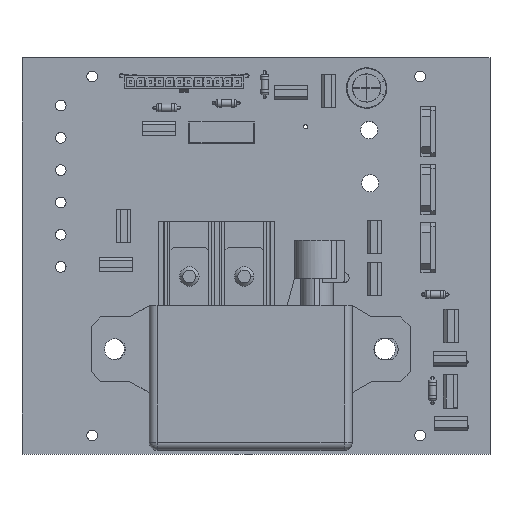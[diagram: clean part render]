
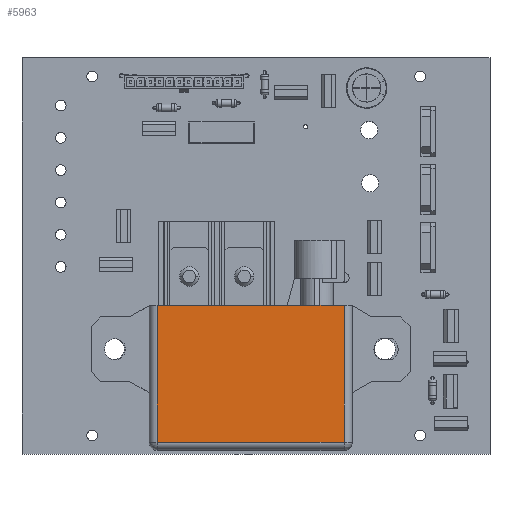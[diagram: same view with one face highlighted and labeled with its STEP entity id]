
A CAD part, top view. The second image highlights one B-rep face of the part: STEP entity #5963.
In plain terms, the highlighted free-form (B-spline) face has degree [1, 1] with [2, 2] control points.
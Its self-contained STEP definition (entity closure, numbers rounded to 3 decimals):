
#5963 = ADVANCED_FACE('',(#5964),#5998,.T.);
#5964 = FACE_BOUND('',#5965,.T.);
#5965 = EDGE_LOOP('',(#5966,#5976,#5984,#5992));
#5966 = ORIENTED_EDGE('',*,*,#5967,.T.);
#5967 = EDGE_CURVE('',#5968,#5970,#5972,.T.);
#5968 = VERTEX_POINT('',#5969);
#5969 = CARTESIAN_POINT('',(70.55,28.925,42.));
#5970 = VERTEX_POINT('',#5971);
#5971 = CARTESIAN_POINT('',(12.65,28.925,42.));
#5972 = LINE('',#5973,#5974);
#5973 = CARTESIAN_POINT('',(70.55,28.925,42.));
#5974 = VECTOR('',#5975,1.);
#5975 = DIRECTION('',(-1.,0.,0.));
#5976 = ORIENTED_EDGE('',*,*,#5977,.T.);
#5977 = EDGE_CURVE('',#5970,#5978,#5980,.T.);
#5978 = VERTEX_POINT('',#5979);
#5979 = CARTESIAN_POINT('',(12.65,-13.475,42.));
#5980 = LINE('',#5981,#5982);
#5981 = CARTESIAN_POINT('',(12.65,28.925,42.));
#5982 = VECTOR('',#5983,1.);
#5983 = DIRECTION('',(0.,-1.,0.));
#5984 = ORIENTED_EDGE('',*,*,#5985,.T.);
#5985 = EDGE_CURVE('',#5978,#5986,#5988,.T.);
#5986 = VERTEX_POINT('',#5987);
#5987 = CARTESIAN_POINT('',(70.55,-13.475,42.));
#5988 = LINE('',#5989,#5990);
#5989 = CARTESIAN_POINT('',(12.65,-13.475,42.));
#5990 = VECTOR('',#5991,1.);
#5991 = DIRECTION('',(1.,0.,0.));
#5992 = ORIENTED_EDGE('',*,*,#5993,.T.);
#5993 = EDGE_CURVE('',#5986,#5968,#5994,.T.);
#5994 = LINE('',#5995,#5996);
#5995 = CARTESIAN_POINT('',(70.55,-13.475,42.));
#5996 = VECTOR('',#5997,1.);
#5997 = DIRECTION('',(0.,1.,0.));
#5998 = B_SPLINE_SURFACE_WITH_KNOTS('',1,1,(
    (#5999,#6000)
    ,(#6001,#6002
    )),.UNSPECIFIED.,.F.,.F.,.F.,(2,2),(2,2),(-30.108,30.108),(25.152,
    69.248),.PIECEWISE_BEZIER_KNOTS.);
#5999 = CARTESIAN_POINT('',(11.492,-14.323,42.));
#6000 = CARTESIAN_POINT('',(11.492,29.773,42.));
#6001 = CARTESIAN_POINT('',(71.708,-14.323,42.));
#6002 = CARTESIAN_POINT('',(71.708,29.773,42.));
